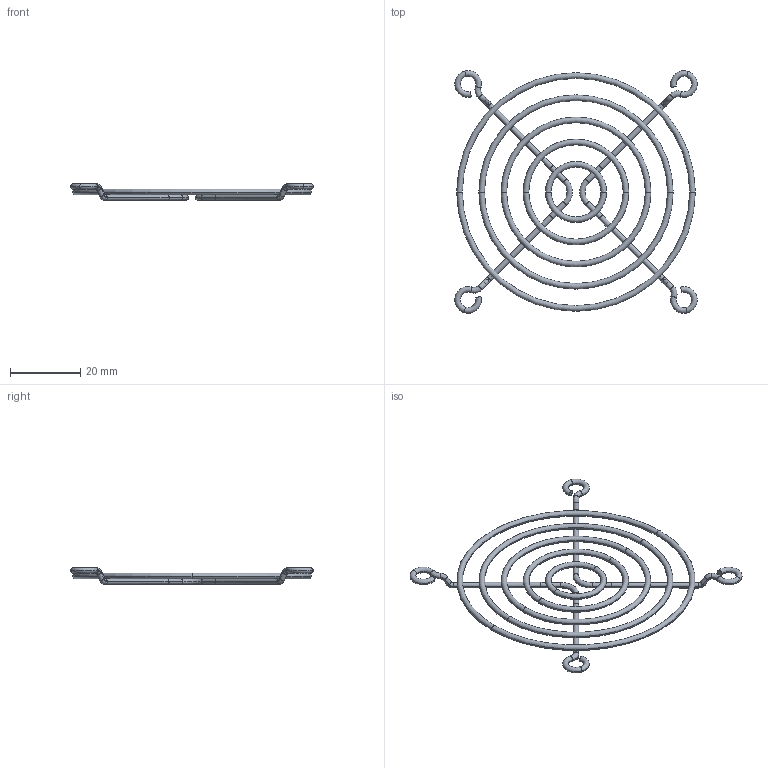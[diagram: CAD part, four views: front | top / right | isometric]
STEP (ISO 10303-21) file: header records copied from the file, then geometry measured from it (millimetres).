
FILE_DESCRIPTION (( 'STEP AP203' ), '1' );
FILE_NAME ('G70-4.stp', '2023-06-06T13:33:13', ( '' ), ( '' ), 'SwSTEP 2.0', 'SolidWorks 2018', '' );
FILE_SCHEMA (( 'CONFIG_CONTROL_DESIGN' ));
Length unit declared in the file: millimetre
Products named in the file (1): G70-4
Bounding box: 69.13 x 69.14 x 4.8 mm (x, y, z)
Volume: 1762.8 mm3; surface area: 4415.1 mm2
Topology: 7 solids, 7 shells, 108 faces, 228 edges, 124 vertices
Faces by surface type: torus 72, cylinder 24, bspline 8, plane 4
Entity records: 3756 total; most frequent: CARTESIAN_POINT 1448, DIRECTION 490, ORIENTED_EDGE 456, AXIS2_PLACEMENT_3D 233, EDGE_CURVE 228, CIRCLE 132, VERTEX_POINT 124, FACE_OUTER_BOUND 108
